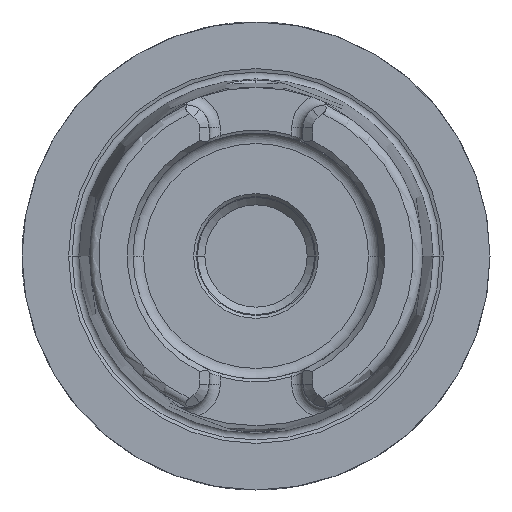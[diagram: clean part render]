
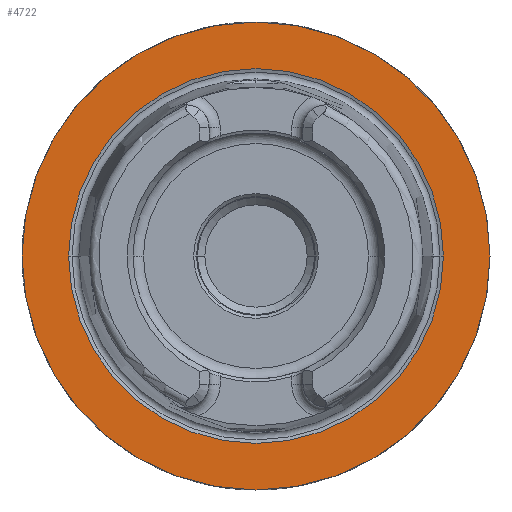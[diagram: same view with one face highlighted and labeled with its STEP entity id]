
A CAD part, left-side view. The second image highlights one B-rep face of the part: STEP entity #4722.
In plain terms, the highlighted planar face has unit normal (-1, 0, 0).
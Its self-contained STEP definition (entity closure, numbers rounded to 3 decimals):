
#1092=CARTESIAN_POINT('',(0.,0.,0.));
#1093=DIRECTION('',(1.,0.,0.));
#1094=DIRECTION('',(0.,1.,0.));
#1095=AXIS2_PLACEMENT_3D('',#1092,#1093,#1094);
#1097=CARTESIAN_POINT('',(0.,0.,0.));
#1098=DIRECTION('',(-1.,0.,0.));
#1099=DIRECTION('',(0.,1.,0.));
#1100=AXIS2_PLACEMENT_3D('',#1097,#1098,#1099);
#1102=CARTESIAN_POINT('',(0.,0.,0.));
#1103=DIRECTION('',(-1.,0.,0.));
#1104=DIRECTION('',(0.,-1.,0.));
#1105=AXIS2_PLACEMENT_3D('',#1102,#1103,#1104);
#1107=CARTESIAN_POINT('',(0.,0.,0.));
#1108=DIRECTION('',(-1.,0.,0.));
#1109=DIRECTION('',(0.,1.,0.));
#1110=AXIS2_PLACEMENT_3D('',#1107,#1108,#1109);
#2955=CARTESIAN_POINT('',(0.,-32.032,0.));
#2956=VERTEX_POINT('',#2955);
#2957=CARTESIAN_POINT('',(0.,32.032,0.));
#2958=VERTEX_POINT('',#2957);
#3295=CARTESIAN_POINT('',(0.,40.,0.));
#3296=CARTESIAN_POINT('',(0.,-40.,0.));
#3297=VERTEX_POINT('',#3295);
#3298=VERTEX_POINT('',#3296);
#4707=CARTESIAN_POINT('',(0.,0.,0.));
#4708=DIRECTION('',(1.,0.,0.));
#4709=DIRECTION('',(0.,-1.,0.));
#4710=AXIS2_PLACEMENT_3D('',#4707,#4708,#4709);
#4711=PLANE('',#4710);
#4713=ORIENTED_EDGE('',*,*,#4712,.T.);
#4715=ORIENTED_EDGE('',*,*,#4714,.F.);
#4716=EDGE_LOOP('',(#4713,#4715));
#4717=FACE_OUTER_BOUND('',#4716,.F.);
#4718=ORIENTED_EDGE('',*,*,#4702,.T.);
#4719=ORIENTED_EDGE('',*,*,#4686,.T.);
#4720=EDGE_LOOP('',(#4718,#4719));
#4721=FACE_BOUND('',#4720,.F.);
#4722=ADVANCED_FACE('',(#4717,#4721),#4711,.F.);
#1096=CIRCLE('',#1095,40.);
#1101=CIRCLE('',#1100,40.);
#1106=CIRCLE('',#1105,32.032);
#1111=CIRCLE('',#1110,32.032);
#4686=EDGE_CURVE('',#2958,#2956,#1111,.T.);
#4702=EDGE_CURVE('',#2956,#2958,#1106,.T.);
#4712=EDGE_CURVE('',#3297,#3298,#1096,.T.);
#4714=EDGE_CURVE('',#3297,#3298,#1101,.T.);
